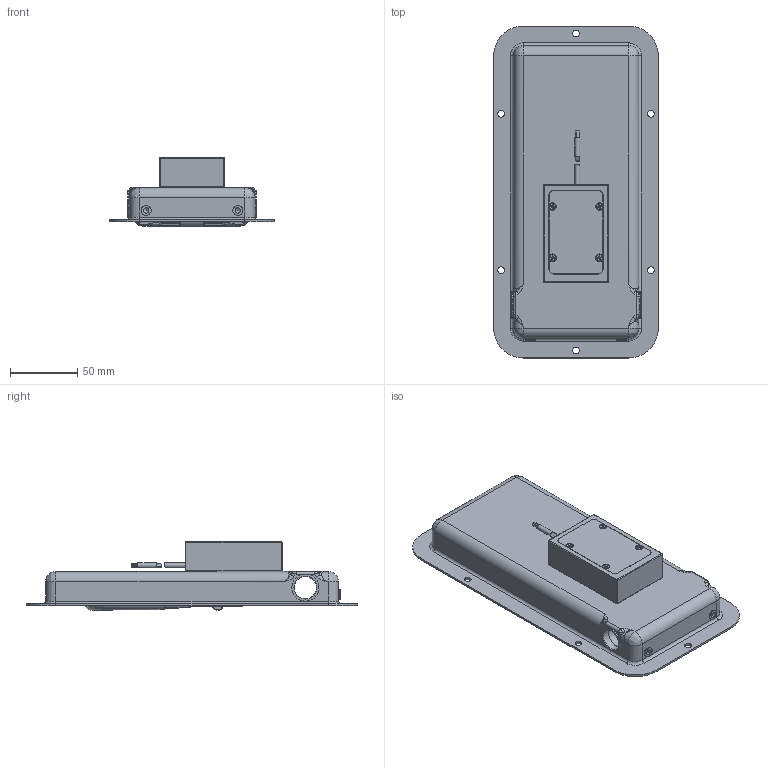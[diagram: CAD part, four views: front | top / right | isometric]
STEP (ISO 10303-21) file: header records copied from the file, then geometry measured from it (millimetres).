
FILE_DESCRIPTION (( 'STEP AP214' ), '1' );
FILE_NAME ('103000-E-Drehriegel-62.STEP', '2018-10-22T09:14:10', ( '' ), ( '' ), 'SwSTEP 2.0', 'SolidWorks 2015', '' );
FILE_SCHEMA (( 'AUTOMOTIVE_DESIGN' ));
Length unit declared in the file: millimetre
Products named in the file (33): Gehäuse; Blindniete DIN 7337-A 2,4x6; HALTER_HEBEL; Abdeckblech; Wellendichtring10x16x4-NBR70; TUELLE_ACHSE; HEBEL_1; trelleborg_tra000100-n7mm_9mm0tej781d8bkgfzrkwnuglx_04; 103000-E-Drehriegel-62; TRAEGER_KPL_ASM; trelleborg_tra000100-n7mm_9mm0tej781d8bkgfzrkwnuglx_03; FEDER_PUSH; Gutekunst Feder C317980; SCHEIBE; Welle; HEBEL; HEBEL_GROSS_ASM; STIFT; Gleitlager-GFM-1011-026; Riegel; ANSCHLAG; Deckel; trelleborg_tra000100-n7mm_9mm0tej781d8bkgfzrkwnuglx_02; Senkschraube ISO 7046-1 M2.5x5_ISO 7046-1 - M2.5 x 5 - Z --- 5N; TRAEGERTEIL; Kabel; trelleborg_tra000100-n7mm_9mm0tej781d8bkgfzrkwnuglx_01; Senkschraube ISO 7991 M4x10_DIN 7991 - M4 x 10 --- 5.6N; socket head cap screw_din_Innensechskantschraube DIN 912 M6x12; MiniPush_ohneMiniPush; TUELLE_HEBEL; Scheibe DIN 125 A 6.4_Washer DIN 125 - A 6.4; ANSCHLAG_HEBEL
Assembly tree (42 placements, depth 4):
  103000-E-Drehriegel-62
    Gehäuse
    Welle
    Gleitlager-GFM-1011-026
    Kabel
    Deckel
    Wellendichtring10x16x4-NBR70
      trelleborg_tra000100-n7mm_9mm0tej781d8bkgfzrkwnuglx_01
      trelleborg_tra000100-n7mm_9mm0tej781d8bkgfzrkwnuglx_02
      trelleborg_tra000100-n7mm_9mm0tej781d8bkgfzrkwnuglx_03
      trelleborg_tra000100-n7mm_9mm0tej781d8bkgfzrkwnuglx_04
    Abdeckblech
    Riegel
    Gutekunst Feder C317980
    MiniPush_ohneMiniPush
      TRAEGER_KPL_ASM
        TRAEGERTEIL
        ANSCHLAG_HEBEL  x2
        TUELLE_ACHSE  x2
      FEDER_PUSH
      ANSCHLAG
      SCHEIBE
      HALTER_HEBEL
      STIFT
      HEBEL
      HEBEL_GROSS_ASM
        TUELLE_HEBEL
        HEBEL_1
    Blindniete DIN 7337-A 2,4x6  x4
    Senkschraube ISO 7046-1 M2.5x5_ISO 7046-1 - M2.5 x 5 - Z --- 5N  x4
    Scheibe DIN 125 A 6.4_Washer DIN 125 - A 6.4
    socket head cap screw_din_Innensechskantschraube DIN 912 M6x12
    Senkschraube ISO 7991 M4x10_DIN 7991 - M4 x 10 --- 5.6N  x3
Bounding box: 122 x 246 x 50.71 mm (x, y, z)
Volume: 149824.8 mm3; surface area: 181745.7 mm2
Topology: 40 solids, 43 shells, 1436 faces, 3437 edges, 2049 vertices
Faces by surface type: plane 494, cylinder 484, bspline 333, cone 96, torus 17, sphere 12
Full cylindrical faces by diameter (mm): 0.85 x6, 1.3 x7, 1.4 x4, 1.5 x1, 2.3 x5, 2.4 x4, 2.5 x4, 2.6 x4, 3 x2, 3.3 x3, 3.6 x4, 4 x16, 4.1 x2, 4.15 x2, 4.3 x4, 4.45 x1, 4.7 x4, 5 x11, 5.2 x4, 5.3 x3, 5.7 x2, 6 x3, 6.4 x1, 7.5 x2, 7.64 x3, 8 x2, 9 x2, 10 x3, 11 x1, 11.15 x1
Entity records: 80808 total; most frequent: CARTESIAN_POINT 49794, ORIENTED_EDGE 5478, DIRECTION 4816, EDGE_CURVE 2747, AXIS2_PLACEMENT_3D 1853, VERTEX_POINT 1758, EDGE_LOOP 1561, FACE_OUTER_BOUND 1380
